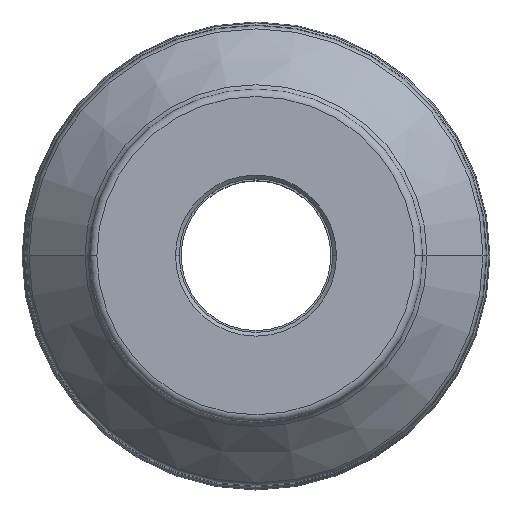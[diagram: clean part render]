
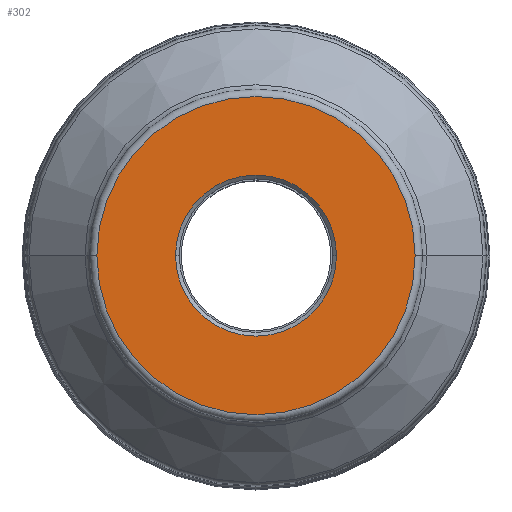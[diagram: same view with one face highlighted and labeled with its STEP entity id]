
A CAD part, top view. The second image highlights one B-rep face of the part: STEP entity #302.
In plain terms, the highlighted planar face has unit normal (0, 0, 1).
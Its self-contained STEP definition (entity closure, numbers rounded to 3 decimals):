
#30=PLANE('',#2759);
#37=FACE_BOUND('',#591,.T.);
#38=FACE_BOUND('',#592,.T.);
#302=ADVANCED_FACE('',(#37,#38),#30,.F.);
#591=EDGE_LOOP('',(#1094,#1095,#1096,#1097));
#592=EDGE_LOOP('',(#1098,#1099,#1100,#1101));
#1094=ORIENTED_EDGE('',*,*,#1707,.F.);
#1095=ORIENTED_EDGE('',*,*,#1711,.F.);
#1096=ORIENTED_EDGE('',*,*,#1710,.T.);
#1097=ORIENTED_EDGE('',*,*,#1708,.T.);
#1098=ORIENTED_EDGE('',*,*,#1712,.T.);
#1099=ORIENTED_EDGE('',*,*,#1713,.T.);
#1100=ORIENTED_EDGE('',*,*,#1714,.T.);
#1101=ORIENTED_EDGE('',*,*,#1715,.T.);
#1410=VERTEX_POINT('',#5557);
#1411=VERTEX_POINT('',#5559);
#1412=VERTEX_POINT('',#5561);
#1413=VERTEX_POINT('',#5565);
#1414=VERTEX_POINT('',#5569);
#1415=VERTEX_POINT('',#5570);
#1416=VERTEX_POINT('',#5572);
#1417=VERTEX_POINT('',#5574);
#1707=EDGE_CURVE('',#1410,#1411,#2085,.T.);
#1708=EDGE_CURVE('',#1412,#1411,#2086,.T.);
#1710=EDGE_CURVE('',#1413,#1412,#2088,.T.);
#1711=EDGE_CURVE('',#1413,#1410,#2089,.T.);
#1712=EDGE_CURVE('',#1414,#1415,#2090,.T.);
#1713=EDGE_CURVE('',#1415,#1416,#2091,.T.);
#1714=EDGE_CURVE('',#1416,#1417,#2092,.T.);
#1715=EDGE_CURVE('',#1417,#1414,#2093,.T.);
#2085=CIRCLE('',#2748,42.5);
#2086=CIRCLE('',#2749,42.5);
#2088=CIRCLE('',#2752,42.5);
#2089=CIRCLE('',#2753,42.5);
#2090=CIRCLE('',#2755,21.5);
#2091=CIRCLE('',#2756,21.5);
#2092=CIRCLE('',#2757,21.5);
#2093=CIRCLE('',#2758,21.5);
#2748=AXIS2_PLACEMENT_3D('',#5558,#3453,#3454);
#2749=AXIS2_PLACEMENT_3D('',#5560,#3455,#3456);
#2752=AXIS2_PLACEMENT_3D('',#5564,#3461,#3462);
#2753=AXIS2_PLACEMENT_3D('',#5566,#3463,#3464);
#2755=AXIS2_PLACEMENT_3D('',#5568,#3467,#3468);
#2756=AXIS2_PLACEMENT_3D('',#5571,#3469,#3470);
#2757=AXIS2_PLACEMENT_3D('',#5573,#3471,#3472);
#2758=AXIS2_PLACEMENT_3D('',#5575,#3473,#3474);
#2759=AXIS2_PLACEMENT_3D('',#5576,#3475,#3476);
#3453=DIRECTION('',(0.,0.,-1.));
#3454=DIRECTION('',(-1.,0.,0.));
#3455=DIRECTION('',(0.,0.,1.));
#3456=DIRECTION('',(1.,0.,0.));
#3461=DIRECTION('',(0.,0.,1.));
#3462=DIRECTION('',(1.,0.,0.));
#3463=DIRECTION('',(0.,0.,-1.));
#3464=DIRECTION('',(-1.,0.,0.));
#3467=DIRECTION('',(0.,0.,-1.));
#3468=DIRECTION('',(0.,1.,0.));
#3469=DIRECTION('',(0.,0.,-1.));
#3470=DIRECTION('',(1.,0.,0.));
#3471=DIRECTION('',(0.,0.,-1.));
#3472=DIRECTION('',(0.,-1.,0.));
#3473=DIRECTION('',(0.,0.,-1.));
#3474=DIRECTION('',(-1.,0.,0.));
#3475=DIRECTION('',(0.,0.,-1.));
#3476=DIRECTION('',(1.,0.,0.));
#5557=CARTESIAN_POINT('',(-42.5,0.,0.));
#5558=CARTESIAN_POINT('',(0.,0.,0.));
#5559=CARTESIAN_POINT('',(-42.5,0.021,0.));
#5560=CARTESIAN_POINT('',(0.,0.,0.));
#5561=CARTESIAN_POINT('',(42.5,0.,0.));
#5564=CARTESIAN_POINT('',(0.,0.,0.));
#5565=CARTESIAN_POINT('',(42.5,-0.021,0.));
#5566=CARTESIAN_POINT('',(0.,0.,0.));
#5568=CARTESIAN_POINT('',(0.,0.,0.));
#5569=CARTESIAN_POINT('',(0.,21.5,0.));
#5570=CARTESIAN_POINT('',(21.5,0.,0.));
#5571=CARTESIAN_POINT('',(0.,0.,0.));
#5572=CARTESIAN_POINT('',(0.,-21.5,0.));
#5573=CARTESIAN_POINT('',(0.,0.,0.));
#5574=CARTESIAN_POINT('',(-21.5,0.,0.));
#5575=CARTESIAN_POINT('',(0.,0.,0.));
#5576=CARTESIAN_POINT('',(0.,0.,0.));
